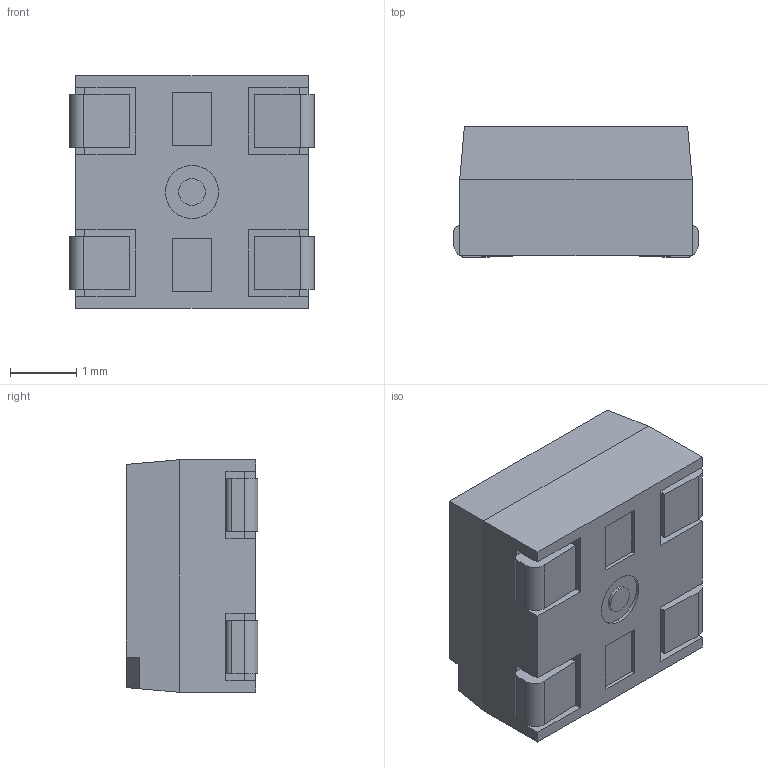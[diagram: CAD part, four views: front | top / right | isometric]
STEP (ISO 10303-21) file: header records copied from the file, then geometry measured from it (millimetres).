
FILE_DESCRIPTION (( 'STEP AP214' ), '1' );
FILE_NAME ('IN-PI33TBTPRPGPB.STEP', '2025-04-03T22:32:04', ( '' ), ( '' ), 'SwSTEP 2.0', 'SolidWorks 2021', '' );
FILE_SCHEMA (( 'AUTOMOTIVE_DESIGN' ));
Length unit declared in the file: millimetre
Products named in the file (1): IN-PI33TBTPRPGPB
Bounding box: 3.68 x 1.98 x 3.5 mm (x, y, z)
Volume: 22.9 mm3; surface area: 83.4 mm2
Topology: 6 solids, 6 shells, 103 faces, 254 edges, 168 vertices
Faces by surface type: plane 83, cylinder 16, cone 4
Entity records: 3095 total; most frequent: CARTESIAN_POINT 526, ORIENTED_EDGE 508, DIRECTION 502, EDGE_CURVE 254, LINE 214, VECTOR 214, VERTEX_POINT 168, AXIS2_PLACEMENT_3D 144
